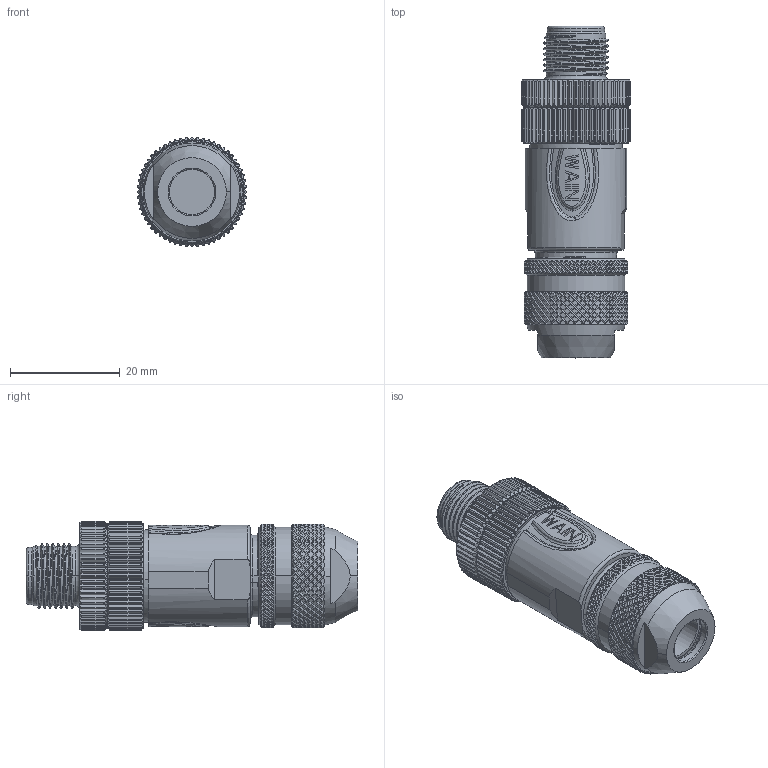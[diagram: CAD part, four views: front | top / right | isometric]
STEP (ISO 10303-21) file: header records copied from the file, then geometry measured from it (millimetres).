
FILE_DESCRIPTION((''),'2;1');
FILE_NAME('M12-MST04A-T-D8-SH_SW0001','2023-03-14T',('lian.chen'),(''),'PRO/ENGINEER BY PARAMETRIC TECHNOLOGY CORPORATION, 2012480','PRO/ENGINEER BY PARAMETRIC TECHNOLOGY CORPORATION, 2012480','');
FILE_SCHEMA(('CONFIG_CONTROL_DESIGN'));
Products named in the file (1): M12-MST04A-T-D8-SH_SW0001
Bounding box: 20 x 60.35 x 20 mm (x, y, z)
Volume: 13170.4 mm3; surface area: 5651.4 mm2
Topology: 1 solids, 2 shells, 4690 faces, 10657 edges, 5996 vertices
Faces by surface type: bspline 2920, cylinder 1034, plane 440, cone 267, torus 17, sphere 8, extrusion 4
Entity records: 194201 total; most frequent: CARTESIAN_POINT 116378, ORIENTED_EDGE 21298, EDGE_CURVE 10649, B_SPLINE_CURVE_WITH_KNOTS 8566, DIRECTION 6508, VERTEX_POINT 5996, EDGE_LOOP 4725, FACE_OUTER_BOUND 4690
